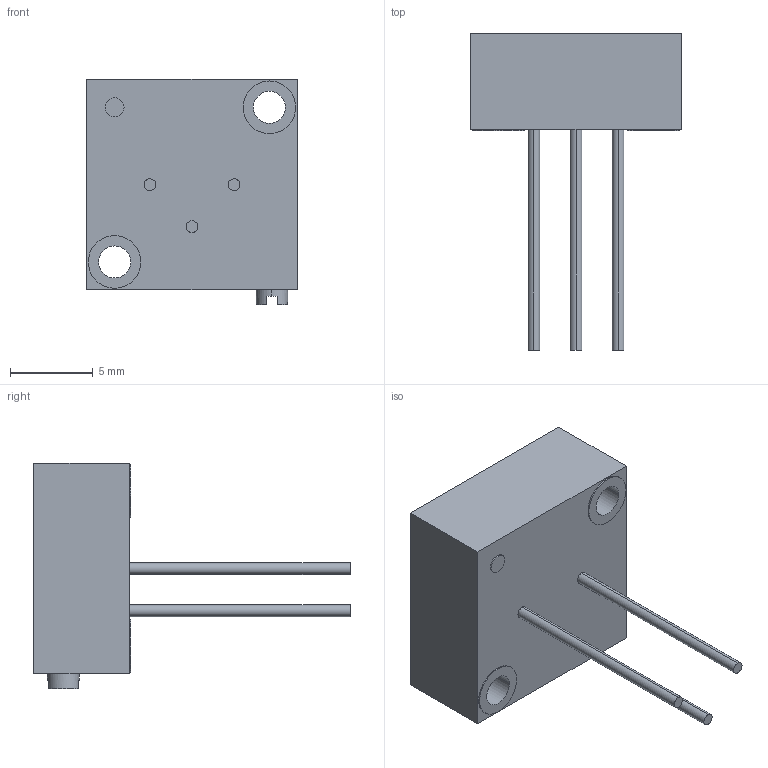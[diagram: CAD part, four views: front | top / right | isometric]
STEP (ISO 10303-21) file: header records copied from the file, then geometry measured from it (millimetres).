
FILE_DESCRIPTION((''),'2;1');
FILE_NAME('M3250_BODY1','2012-10-29T',('stevec'),('Bourns, Inc.'),'PRO/ENGINEER BY PARAMETRIC TECHNOLOGY CORPORATION, 2012230','PRO/ENGINEER BY PARAMETRIC TECHNOLOGY CORPORATION, 2012230','');
FILE_SCHEMA(('CONFIG_CONTROL_DESIGN'));
Length unit declared in the file: inch
Products named in the file (1): M3250_BODY1
Bounding box: 12.7 x 19.1 x 13.59 mm (x, y, z)
Volume: 593.9 mm3; surface area: 1133.4 mm2
Topology: 1 solids, 2 shells, 623 faces, 1741 edges, 1158 vertices
Faces by surface type: plane 572, cylinder 47, cone 4
Entity records: 19747 total; most frequent: CARTESIAN_POINT 3522, ORIENTED_EDGE 3482, DIRECTION 3117, EDGE_CURVE 1741, VECTOR 1611, LINE 1611, VERTEX_POINT 1158, AXIS2_PLACEMENT_3D 753
